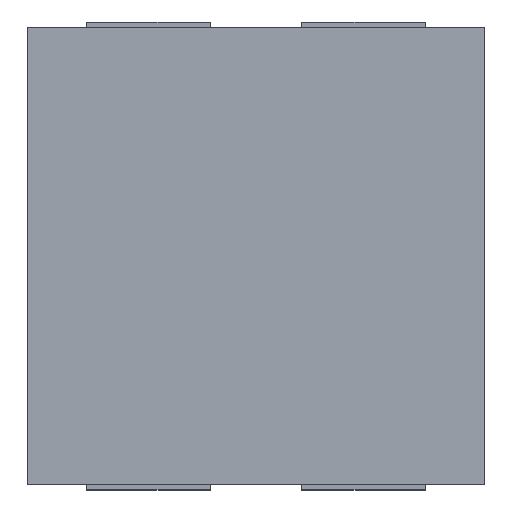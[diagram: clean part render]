
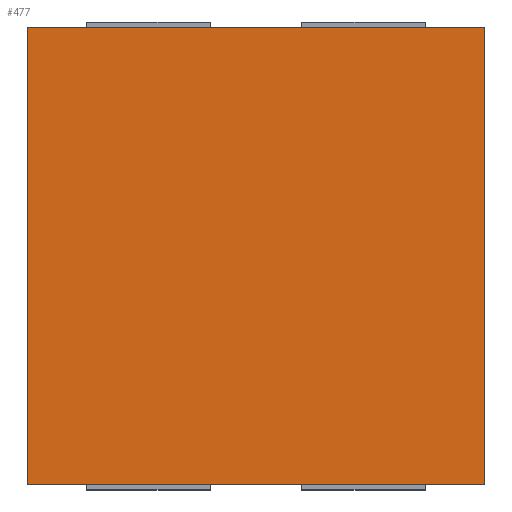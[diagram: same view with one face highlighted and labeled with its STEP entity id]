
A CAD part, top view. The second image highlights one B-rep face of the part: STEP entity #477.
In plain terms, the highlighted planar face has unit normal (0, 0, 1).
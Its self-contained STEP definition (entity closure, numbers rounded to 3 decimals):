
#27=FACE_OUTER_BOUND('',#58,.T.);
#58=EDGE_LOOP('',(#332,#333,#334,#335));
#87=LINE('',#676,#150);
#90=LINE('',#682,#153);
#93=LINE('',#688,#156);
#96=LINE('',#692,#159);
#150=VECTOR('',#547,10.);
#153=VECTOR('',#552,10.);
#156=VECTOR('',#557,10.);
#159=VECTOR('',#562,10.);
#213=VERTEX_POINT('',#673);
#214=VERTEX_POINT('',#675);
#216=VERTEX_POINT('',#681);
#218=VERTEX_POINT('',#687);
#255=EDGE_CURVE('',#214,#213,#87,.T.);
#258=EDGE_CURVE('',#216,#214,#90,.T.);
#261=EDGE_CURVE('',#218,#216,#93,.T.);
#264=EDGE_CURVE('',#213,#218,#96,.T.);
#332=ORIENTED_EDGE('',*,*,#264,.T.);
#333=ORIENTED_EDGE('',*,*,#261,.T.);
#334=ORIENTED_EDGE('',*,*,#258,.T.);
#335=ORIENTED_EDGE('',*,*,#255,.T.);
#446=PLANE('',#514);
#477=ADVANCED_FACE('',(#27),#446,.T.);
#514=AXIS2_PLACEMENT_3D('',#693,#563,#564);
#547=DIRECTION('',(1.,0.,0.));
#552=DIRECTION('',(0.,-1.,0.));
#557=DIRECTION('',(-1.,0.,0.));
#562=DIRECTION('',(0.,1.,0.));
#563=DIRECTION('center_axis',(0.,0.,1.));
#564=DIRECTION('ref_axis',(1.,0.,0.));
#673=CARTESIAN_POINT('',(0.425,-0.425,0.55));
#675=CARTESIAN_POINT('',(-0.425,-0.425,0.55));
#676=CARTESIAN_POINT('',(-0.425,-0.425,0.55));
#681=CARTESIAN_POINT('',(-0.425,0.425,0.55));
#682=CARTESIAN_POINT('',(-0.425,0.425,0.55));
#687=CARTESIAN_POINT('',(0.425,0.425,0.55));
#688=CARTESIAN_POINT('',(0.425,0.425,0.55));
#692=CARTESIAN_POINT('',(0.425,-0.425,0.55));
#693=CARTESIAN_POINT('Origin',(0.,0.,0.55));
